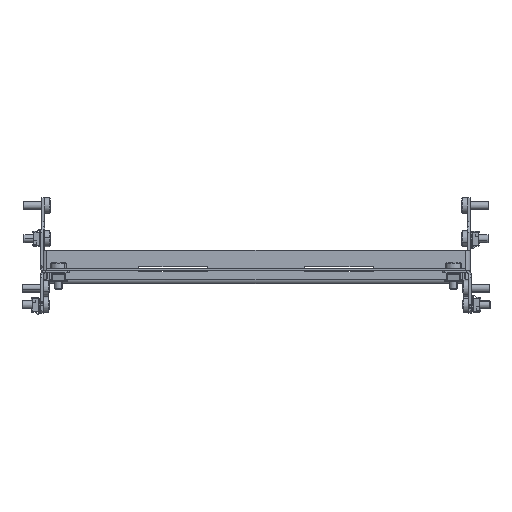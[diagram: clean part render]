
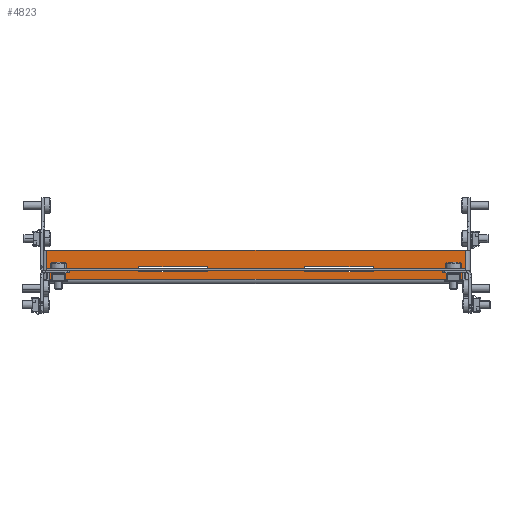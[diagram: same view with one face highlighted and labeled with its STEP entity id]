
A CAD part, front view. The second image highlights one B-rep face of the part: STEP entity #4823.
In plain terms, the highlighted face is planar.
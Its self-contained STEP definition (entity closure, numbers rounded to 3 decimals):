
#139 = DIRECTION ( 'NONE',  ( 0., 0., 1. ) ) ;
#419 = VECTOR ( 'NONE', #14629, 1000. ) ;
#432 = CARTESIAN_POINT ( 'NONE',  ( 35., 39.746, 0. ) ) ;
#471 = CARTESIAN_POINT ( 'NONE',  ( 35., 56., -73. ) ) ;
#547 = ORIENTED_EDGE ( 'NONE', *, *, #8788, .F. ) ;
#746 = DIRECTION ( 'NONE',  ( 0., 1., 0. ) ) ;
#968 = EDGE_LOOP ( 'NONE', ( #547, #16492, #12519, #14274 ) ) ;
#1175 = DIRECTION ( 'NONE',  ( 0., 0., -1. ) ) ;
#1192 = CARTESIAN_POINT ( 'NONE',  ( 35., 56., -250. ) ) ;
#1358 = EDGE_CURVE ( 'NONE', #10082, #18385, #18794, .T. ) ;
#1392 = VERTEX_POINT ( 'NONE', #17715 ) ;
#1659 = VECTOR ( 'NONE', #12678, 1000. ) ;
#1835 = LINE ( 'NONE', #8978, #17420 ) ;
#1873 = DIRECTION ( 'NONE',  ( 0., 0., 1. ) ) ;
#2332 = CARTESIAN_POINT ( 'NONE',  ( 35., 39.746, -319.5 ) ) ;
#2668 = CARTESIAN_POINT ( 'NONE',  ( 35., 52., -125. ) ) ;
#3331 = CARTESIAN_POINT ( 'NONE',  ( 35., 56., -250. ) ) ;
#3495 = CARTESIAN_POINT ( 'NONE',  ( 35., 56., -73. ) ) ;
#3633 = VERTEX_POINT ( 'NONE', #15853 ) ;
#3743 = ORIENTED_EDGE ( 'NONE', *, *, #1358, .F. ) ;
#3937 = VECTOR ( 'NONE', #16832, 1000. ) ;
#4461 = VERTEX_POINT ( 'NONE', #10232 ) ;
#4551 = EDGE_CURVE ( 'NONE', #15861, #16151, #15355, .T. ) ;
#4731 = CARTESIAN_POINT ( 'NONE',  ( 35., 0., 0. ) ) ;
#4732 = FACE_OUTER_BOUND ( 'NONE', #17227, .T. ) ;
#4823 = ADVANCED_FACE ( 'NONE', ( #6388, #9930, #4732 ), #13768, .F. ) ;
#5652 = EDGE_CURVE ( 'NONE', #9006, #15861, #1835, .T. ) ;
#5726 = DIRECTION ( 'NONE',  ( 0., 0., 1. ) ) ;
#5797 = EDGE_CURVE ( 'NONE', #3633, #18483, #8437, .T. ) ;
#6334 = DIRECTION ( 'NONE',  ( 0., 0., 1. ) ) ;
#6388 = FACE_BOUND ( 'NONE', #16485, .T. ) ;
#6612 = CARTESIAN_POINT ( 'NONE',  ( 35., 52., -250. ) ) ;
#6638 = EDGE_CURVE ( 'NONE', #10082, #11322, #15511, .T. ) ;
#7254 = VECTOR ( 'NONE', #14494, 1000. ) ;
#7323 = LINE ( 'NONE', #14839, #8961 ) ;
#7405 = VECTOR ( 'NONE', #5726, 1000. ) ;
#7544 = LINE ( 'NONE', #17316, #17880 ) ;
#7723 = VECTOR ( 'NONE', #8015, 1000. ) ;
#8015 = DIRECTION ( 'NONE',  ( 0., 0., -1. ) ) ;
#8144 = LINE ( 'NONE', #9843, #14263 ) ;
#8216 = ORIENTED_EDGE ( 'NONE', *, *, #15403, .F. ) ;
#8437 = LINE ( 'NONE', #15185, #3937 ) ;
#8550 = VERTEX_POINT ( 'NONE', #471 ) ;
#8788 = EDGE_CURVE ( 'NONE', #16675, #1392, #13273, .T. ) ;
#8902 = DIRECTION ( 'NONE',  ( 0., -1., 0. ) ) ;
#8961 = VECTOR ( 'NONE', #8902, 1000. ) ;
#8978 = CARTESIAN_POINT ( 'NONE',  ( 35., 52., -73. ) ) ;
#9006 = VERTEX_POINT ( 'NONE', #15614 ) ;
#9843 = CARTESIAN_POINT ( 'NONE',  ( 35., 65., -319.5 ) ) ;
#9930 = FACE_BOUND ( 'NONE', #968, .T. ) ;
#9959 = EDGE_CURVE ( 'NONE', #8550, #9006, #14661, .T. ) ;
#10082 = VERTEX_POINT ( 'NONE', #13267 ) ;
#10232 = CARTESIAN_POINT ( 'NONE',  ( 35., 61.5, -319.5 ) ) ;
#10961 = LINE ( 'NONE', #13041, #7405 ) ;
#11322 = VERTEX_POINT ( 'NONE', #2332 ) ;
#11809 = CARTESIAN_POINT ( 'NONE',  ( 35., 56., -125. ) ) ;
#11994 = EDGE_CURVE ( 'NONE', #1392, #3633, #7323, .T. ) ;
#12322 = ORIENTED_EDGE ( 'NONE', *, *, #9959, .F. ) ;
#12432 = ORIENTED_EDGE ( 'NONE', *, *, #5652, .F. ) ;
#12519 = ORIENTED_EDGE ( 'NONE', *, *, #5797, .F. ) ;
#12580 = EDGE_CURVE ( 'NONE', #18483, #16675, #7544, .T. ) ;
#12678 = DIRECTION ( 'NONE',  ( 0., -1., 0. ) ) ;
#13041 = CARTESIAN_POINT ( 'NONE',  ( 35., 56., -73. ) ) ;
#13267 = CARTESIAN_POINT ( 'NONE',  ( 35., 39.746, -3.5 ) ) ;
#13273 = LINE ( 'NONE', #3331, #15392 ) ;
#13768 = PLANE ( 'NONE',  #18541 ) ;
#14060 = CARTESIAN_POINT ( 'NONE',  ( 35., 61.5, -3.5 ) ) ;
#14263 = VECTOR ( 'NONE', #746, 1000. ) ;
#14274 = ORIENTED_EDGE ( 'NONE', *, *, #11994, .F. ) ;
#14494 = DIRECTION ( 'NONE',  ( 0., 1., 0. ) ) ;
#14629 = DIRECTION ( 'NONE',  ( 0., 1., 0. ) ) ;
#14661 = LINE ( 'NONE', #3495, #1659 ) ;
#14714 = EDGE_CURVE ( 'NONE', #11322, #4461, #8144, .T. ) ;
#14839 = CARTESIAN_POINT ( 'NONE',  ( 35., 56., -198. ) ) ;
#15185 = CARTESIAN_POINT ( 'NONE',  ( 35., 52., -250. ) ) ;
#15292 = DIRECTION ( 'NONE',  ( -1., 0., 0. ) ) ;
#15355 = LINE ( 'NONE', #11809, #419 ) ;
#15392 = VECTOR ( 'NONE', #139, 1000. ) ;
#15403 = EDGE_CURVE ( 'NONE', #16151, #8550, #10961, .T. ) ;
#15424 = CARTESIAN_POINT ( 'NONE',  ( 35., 61.5, -319.5 ) ) ;
#15511 = LINE ( 'NONE', #432, #7723 ) ;
#15614 = CARTESIAN_POINT ( 'NONE',  ( 35., 52., -73. ) ) ;
#15624 = ORIENTED_EDGE ( 'NONE', *, *, #4551, .F. ) ;
#15853 = CARTESIAN_POINT ( 'NONE',  ( 35., 52., -198. ) ) ;
#15861 = VERTEX_POINT ( 'NONE', #2668 ) ;
#16151 = VERTEX_POINT ( 'NONE', #17102 ) ;
#16485 = EDGE_LOOP ( 'NONE', ( #8216, #15624, #12432, #12322 ) ) ;
#16492 = ORIENTED_EDGE ( 'NONE', *, *, #12580, .F. ) ;
#16675 = VERTEX_POINT ( 'NONE', #1192 ) ;
#16832 = DIRECTION ( 'NONE',  ( 0., 0., -1. ) ) ;
#17102 = CARTESIAN_POINT ( 'NONE',  ( 35., 56., -125. ) ) ;
#17227 = EDGE_LOOP ( 'NONE', ( #18645, #3743, #18662, #17292 ) ) ;
#17292 = ORIENTED_EDGE ( 'NONE', *, *, #14714, .T. ) ;
#17316 = CARTESIAN_POINT ( 'NONE',  ( 35., 56., -250. ) ) ;
#17420 = VECTOR ( 'NONE', #1175, 1000. ) ;
#17464 = VECTOR ( 'NONE', #6334, 1000. ) ;
#17558 = EDGE_CURVE ( 'NONE', #4461, #18385, #18871, .T. ) ;
#17715 = CARTESIAN_POINT ( 'NONE',  ( 35., 56., -198. ) ) ;
#17880 = VECTOR ( 'NONE', #18820, 1000. ) ;
#18385 = VERTEX_POINT ( 'NONE', #14060 ) ;
#18483 = VERTEX_POINT ( 'NONE', #6612 ) ;
#18541 = AXIS2_PLACEMENT_3D ( 'NONE', #4731, #15292, #1873 ) ;
#18645 = ORIENTED_EDGE ( 'NONE', *, *, #17558, .T. ) ;
#18662 = ORIENTED_EDGE ( 'NONE', *, *, #6638, .T. ) ;
#18794 = LINE ( 'NONE', #19139, #7254 ) ;
#18820 = DIRECTION ( 'NONE',  ( 0., 1., 0. ) ) ;
#18871 = LINE ( 'NONE', #15424, #17464 ) ;
#19139 = CARTESIAN_POINT ( 'NONE',  ( 35., 65., -3.5 ) ) ;
